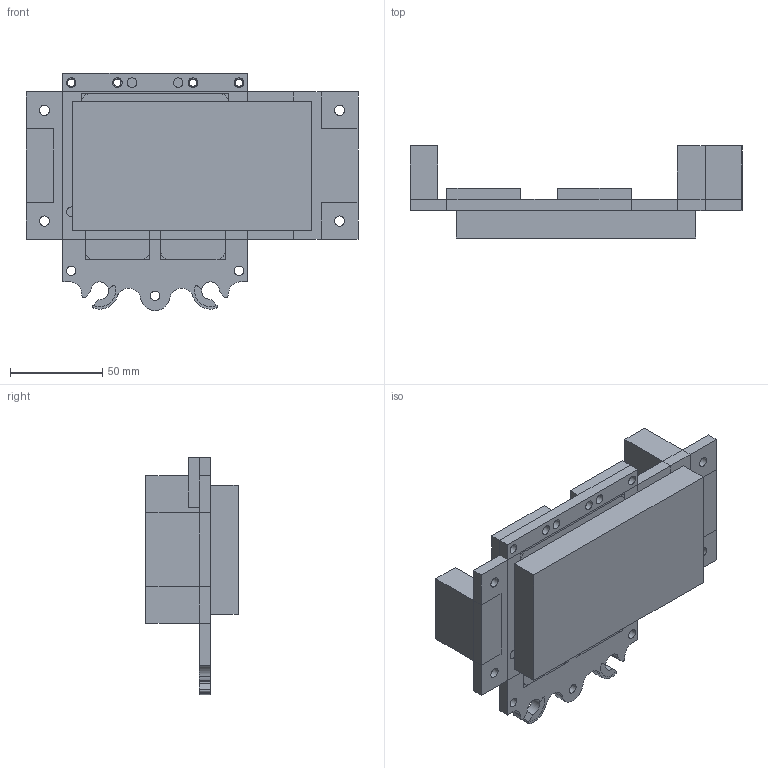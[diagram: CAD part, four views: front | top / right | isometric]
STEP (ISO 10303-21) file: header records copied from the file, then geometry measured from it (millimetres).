
FILE_DESCRIPTION(('FreeCAD Model'),'2;1');
FILE_NAME('LulzBotExtruder_Carriage_Block.step','2020-08-13T10:52:08',('Author'),(''), 'Open CASCADE STEP processor 7.3','FreeCAD','Unknown');
FILE_SCHEMA(('AUTOMOTIVE_DESIGN { 1 0 10303 214 1 1 1 1 }'));
Length unit declared in the file: millimetre
Products named in the file (2): TAZ_5_X_Carriage_Assembly_V0.1_minimal_flatCompatible_001; ExtrusionMount_001
Bounding box: 180 x 50 x 128.55 mm (x, y, z)
Volume: 374063.9 mm3; surface area: 77744.9 mm2
Topology: 2 solids, 2 shells, 132 faces, 359 edges, 237 vertices
Faces by surface type: plane 91, cylinder 41
Full cylindrical faces by diameter (mm): 4 x4, 5.2 x13, 5.5 x4
Entity records: 9742 total; most frequent: CARTESIAN_POINT 2276, DIRECTION 1323, LINE 783, VECTOR 783, ORIENTED_EDGE 718, PCURVE 718, DEFINITIONAL_REPRESENTATION 718, EDGE_CURVE 359
